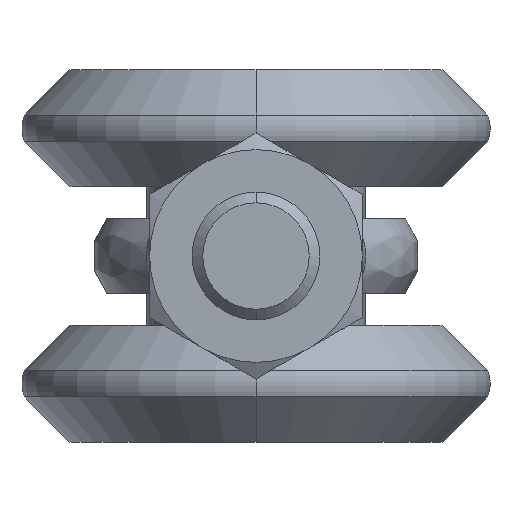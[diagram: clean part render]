
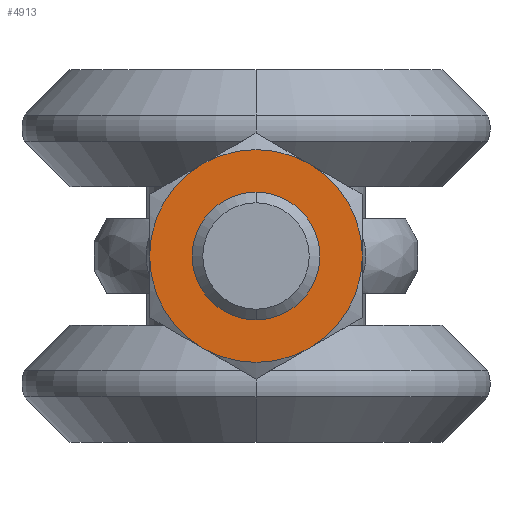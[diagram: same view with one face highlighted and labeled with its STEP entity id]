
A CAD part, front view. The second image highlights one B-rep face of the part: STEP entity #4913.
In plain terms, the highlighted planar face has unit normal (0, -1, 0).
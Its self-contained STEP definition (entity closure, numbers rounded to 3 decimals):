
#129 = AXIS2_PLACEMENT_3D ( 'NONE', #3657, #4555, #2309 ) ;
#141 = AXIS2_PLACEMENT_3D ( 'NONE', #3978, #377, #2625 ) ;
#163 = CIRCLE ( 'NONE', #3751, 10. ) ;
#250 = CIRCLE ( 'NONE', #1553, 10. ) ;
#287 = EDGE_CURVE ( 'NONE', #3195, #295, #2792, .T. ) ;
#295 = VERTEX_POINT ( 'NONE', #1057 ) ;
#359 = VERTEX_POINT ( 'NONE', #1114 ) ;
#377 = DIRECTION ( 'NONE',  ( 0., 1., 0. ) ) ;
#472 = DIRECTION ( 'NONE',  ( 0., -1., 0. ) ) ;
#545 = ORIENTED_EDGE ( 'NONE', *, *, #1296, .T. ) ;
#623 = DIRECTION ( 'NONE',  ( 1., 0., 0. ) ) ;
#761 = ORIENTED_EDGE ( 'NONE', *, *, #5661, .T. ) ;
#829 = CARTESIAN_POINT ( 'NONE',  ( 0., -91.5, 0. ) ) ;
#852 = VERTEX_POINT ( 'NONE', #1728 ) ;
#924 = EDGE_CURVE ( 'NONE', #2214, #3880, #250, .T. ) ;
#1057 = CARTESIAN_POINT ( 'NONE',  ( -10., -91.5, 0. ) ) ;
#1114 = CARTESIAN_POINT ( 'NONE',  ( 5., -91.5, 8.66 ) ) ;
#1124 = FACE_BOUND ( 'NONE', #2074, .T. ) ;
#1258 = DIRECTION ( 'NONE',  ( 1., 0., 0. ) ) ;
#1274 = CARTESIAN_POINT ( 'NONE',  ( -5., -91.5, 8.66 ) ) ;
#1296 = EDGE_CURVE ( 'NONE', #295, #1456, #163, .T. ) ;
#1369 = CIRCLE ( 'NONE', #2013, 10. ) ;
#1456 = VERTEX_POINT ( 'NONE', #1520 ) ;
#1520 = CARTESIAN_POINT ( 'NONE',  ( -5., -91.5, -8.66 ) ) ;
#1553 = AXIS2_PLACEMENT_3D ( 'NONE', #4552, #3250, #3197 ) ;
#1564 = EDGE_CURVE ( 'NONE', #2214, #359, #1369, .T. ) ;
#1571 = DIRECTION ( 'NONE',  ( 1., 0., 0. ) ) ;
#1724 = DIRECTION ( 'NONE',  ( 0., -1., 0. ) ) ;
#1728 = CARTESIAN_POINT ( 'NONE',  ( 5.15, -91.5, 0. ) ) ;
#1777 = CIRCLE ( 'NONE', #2879, 10. ) ;
#1804 = DIRECTION ( 'NONE',  ( 1., 0., 0. ) ) ;
#1862 = ORIENTED_EDGE ( 'NONE', *, *, #924, .F. ) ;
#1946 = EDGE_CURVE ( 'NONE', #852, #3470, #2018, .T. ) ;
#2013 = AXIS2_PLACEMENT_3D ( 'NONE', #5615, #4823, #4735 ) ;
#2018 = CIRCLE ( 'NONE', #4225, 5.15 ) ;
#2074 = EDGE_LOOP ( 'NONE', ( #761, #2244 ) ) ;
#2214 = VERTEX_POINT ( 'NONE', #3687 ) ;
#2244 = ORIENTED_EDGE ( 'NONE', *, *, #1946, .T. ) ;
#2261 = CIRCLE ( 'NONE', #141, 5.15 ) ;
#2309 = DIRECTION ( 'NONE',  ( 1., 0., 0. ) ) ;
#2381 = DIRECTION ( 'NONE',  ( 1., 0., 0. ) ) ;
#2432 = CARTESIAN_POINT ( 'NONE',  ( 0., -91.5, 0. ) ) ;
#2463 = DIRECTION ( 'NONE',  ( 0., -1., 0. ) ) ;
#2488 = CARTESIAN_POINT ( 'NONE',  ( 0., -91.5, 0. ) ) ;
#2625 = DIRECTION ( 'NONE',  ( 1., 0., 0. ) ) ;
#2792 = CIRCLE ( 'NONE', #3892, 10. ) ;
#2828 = DIRECTION ( 'NONE',  ( 0., 1., 0. ) ) ;
#2879 = AXIS2_PLACEMENT_3D ( 'NONE', #5207, #472, #1258 ) ;
#3195 = VERTEX_POINT ( 'NONE', #1274 ) ;
#3197 = DIRECTION ( 'NONE',  ( 1., 0., 0. ) ) ;
#3250 = DIRECTION ( 'NONE',  ( 0., 1., 0. ) ) ;
#3310 = CARTESIAN_POINT ( 'NONE',  ( 5., -91.5, -8.66 ) ) ;
#3386 = ORIENTED_EDGE ( 'NONE', *, *, #4338, .T. ) ;
#3470 = VERTEX_POINT ( 'NONE', #4297 ) ;
#3615 = DIRECTION ( 'NONE',  ( 0., -1., 0. ) ) ;
#3657 = CARTESIAN_POINT ( 'NONE',  ( 0., -91.5, 0. ) ) ;
#3687 = CARTESIAN_POINT ( 'NONE',  ( 10., -91.5, 0. ) ) ;
#3751 = AXIS2_PLACEMENT_3D ( 'NONE', #4488, #3615, #2381 ) ;
#3880 = VERTEX_POINT ( 'NONE', #3310 ) ;
#3892 = AXIS2_PLACEMENT_3D ( 'NONE', #2432, #2463, #623 ) ;
#3978 = CARTESIAN_POINT ( 'NONE',  ( 0., -91.5, 0. ) ) ;
#4020 = EDGE_CURVE ( 'NONE', #359, #3195, #5656, .T. ) ;
#4225 = AXIS2_PLACEMENT_3D ( 'NONE', #2488, #2828, #1571 ) ;
#4285 = ORIENTED_EDGE ( 'NONE', *, *, #1564, .T. ) ;
#4297 = CARTESIAN_POINT ( 'NONE',  ( -5.15, -91.5, 0. ) ) ;
#4338 = EDGE_CURVE ( 'NONE', #1456, #3880, #1777, .T. ) ;
#4488 = CARTESIAN_POINT ( 'NONE',  ( 0., -91.5, 0. ) ) ;
#4489 = ORIENTED_EDGE ( 'NONE', *, *, #4020, .T. ) ;
#4552 = CARTESIAN_POINT ( 'NONE',  ( 0., -91.5, 0. ) ) ;
#4555 = DIRECTION ( 'NONE',  ( 0., 1., 0. ) ) ;
#4735 = DIRECTION ( 'NONE',  ( 1., 0., 0. ) ) ;
#4823 = DIRECTION ( 'NONE',  ( 0., -1., 0. ) ) ;
#4913 = ADVANCED_FACE ( 'NONE', ( #4966, #1124 ), #5021, .F. ) ;
#4966 = FACE_OUTER_BOUND ( 'NONE', #5177, .T. ) ;
#5021 = PLANE ( 'NONE',  #129 ) ;
#5092 = ORIENTED_EDGE ( 'NONE', *, *, #287, .T. ) ;
#5177 = EDGE_LOOP ( 'NONE', ( #1862, #4285, #4489, #5092, #545, #3386 ) ) ;
#5207 = CARTESIAN_POINT ( 'NONE',  ( 0., -91.5, 0. ) ) ;
#5385 = AXIS2_PLACEMENT_3D ( 'NONE', #829, #1724, #1804 ) ;
#5615 = CARTESIAN_POINT ( 'NONE',  ( 0., -91.5, 0. ) ) ;
#5656 = CIRCLE ( 'NONE', #5385, 10. ) ;
#5661 = EDGE_CURVE ( 'NONE', #3470, #852, #2261, .T. ) ;
